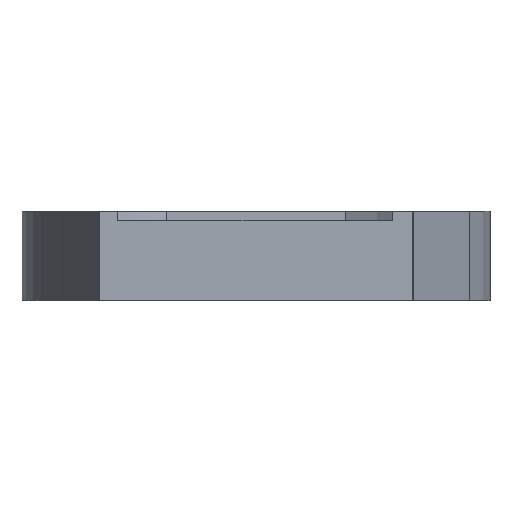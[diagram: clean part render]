
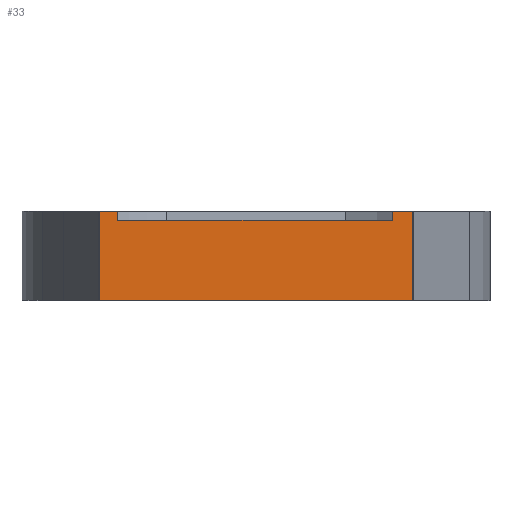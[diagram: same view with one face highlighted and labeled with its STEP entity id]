
A CAD part, top view. The second image highlights one B-rep face of the part: STEP entity #33.
In plain terms, the highlighted free-form (B-spline) face has degree [2, 1] with [3, 2] control points.
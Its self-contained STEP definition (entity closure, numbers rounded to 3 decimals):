
#33=ADVANCED_FACE('',(#85),#865,.T.);
#85=FACE_OUTER_BOUND('',#137,.T.);
#137=EDGE_LOOP('',(#204,#205,#206,#207,#208,#209,#210,#211));
#204=ORIENTED_EDGE('',*,*,#542,.T.);
#205=ORIENTED_EDGE('',*,*,#541,.F.);
#206=ORIENTED_EDGE('',*,*,#488,.F.);
#207=ORIENTED_EDGE('',*,*,#484,.F.);
#208=ORIENTED_EDGE('',*,*,#486,.T.);
#209=ORIENTED_EDGE('',*,*,#487,.T.);
#210=ORIENTED_EDGE('',*,*,#605,.F.);
#211=ORIENTED_EDGE('',*,*,#539,.T.);
#484=EDGE_CURVE('',#766,#767,#626,.T.);
#486=EDGE_CURVE('',#766,#768,#628,.T.);
#487=EDGE_CURVE('',#768,#769,#629,.T.);
#488=EDGE_CURVE('',#767,#838,#630,.T.);
#539=EDGE_CURVE('',#836,#837,#681,.T.);
#541=EDGE_CURVE('',#838,#839,#683,.T.);
#542=EDGE_CURVE('',#837,#839,#684,.T.);
#605=EDGE_CURVE('',#836,#769,#747,.T.);
#626=(
BOUNDED_CURVE()
B_SPLINE_CURVE(1,(#1427,#1428),.UNSPECIFIED.,.F.,.F.)
B_SPLINE_CURVE_WITH_KNOTS((2,2),(0.,6.89),.UNSPECIFIED.)
CURVE()
GEOMETRIC_REPRESENTATION_ITEM()
RATIONAL_B_SPLINE_CURVE((1.,1.))
REPRESENTATION_ITEM('')
);
#628=(
BOUNDED_CURVE()
B_SPLINE_CURVE(2,(#1432,#1433,#1434),.UNSPECIFIED.,.F.,.F.)
B_SPLINE_CURVE_WITH_KNOTS((3,3),(-122.026,-97.739),
 .UNSPECIFIED.)
CURVE()
GEOMETRIC_REPRESENTATION_ITEM()
RATIONAL_B_SPLINE_CURVE((1.,1.,1.))
REPRESENTATION_ITEM('')
);
#629=(
BOUNDED_CURVE()
B_SPLINE_CURVE(1,(#1435,#1436),.UNSPECIFIED.,.F.,.F.)
B_SPLINE_CURVE_WITH_KNOTS((2,2),(0.,6.89),.UNSPECIFIED.)
CURVE()
GEOMETRIC_REPRESENTATION_ITEM()
RATIONAL_B_SPLINE_CURVE((1.,1.))
REPRESENTATION_ITEM('')
);
#630=(
BOUNDED_CURVE()
B_SPLINE_CURVE(2,(#1437,#1438,#1439),.UNSPECIFIED.,.F.,.F.)
B_SPLINE_CURVE_WITH_KNOTS((3,3),(-122.026,-120.587),
 .UNSPECIFIED.)
CURVE()
GEOMETRIC_REPRESENTATION_ITEM()
RATIONAL_B_SPLINE_CURVE((1.,1.,1.))
REPRESENTATION_ITEM('')
);
#681=(
BOUNDED_CURVE()
B_SPLINE_CURVE(1,(#1590,#1591),.UNSPECIFIED.,.F.,.F.)
B_SPLINE_CURVE_WITH_KNOTS((2,2),(0.,0.7),.UNSPECIFIED.)
CURVE()
GEOMETRIC_REPRESENTATION_ITEM()
RATIONAL_B_SPLINE_CURVE((1.,1.))
REPRESENTATION_ITEM('')
);
#683=(
BOUNDED_CURVE()
B_SPLINE_CURVE(1,(#1595,#1596),.UNSPECIFIED.,.F.,.F.)
B_SPLINE_CURVE_WITH_KNOTS((2,2),(0.,0.7),.UNSPECIFIED.)
CURVE()
GEOMETRIC_REPRESENTATION_ITEM()
RATIONAL_B_SPLINE_CURVE((1.,1.))
REPRESENTATION_ITEM('')
);
#684=(
BOUNDED_CURVE()
B_SPLINE_CURVE(2,(#1597,#1598,#1599),.UNSPECIFIED.,.F.,.F.)
B_SPLINE_CURVE_WITH_KNOTS((3,3),(-48.518,-27.258),
 .UNSPECIFIED.)
CURVE()
GEOMETRIC_REPRESENTATION_ITEM()
RATIONAL_B_SPLINE_CURVE((1.,1.,1.))
REPRESENTATION_ITEM('')
);
#747=(
BOUNDED_CURVE()
B_SPLINE_CURVE(2,(#1819,#1820,#1821),.UNSPECIFIED.,.F.,.F.)
B_SPLINE_CURVE_WITH_KNOTS((3,3),(-99.327,-97.739),
 .UNSPECIFIED.)
CURVE()
GEOMETRIC_REPRESENTATION_ITEM()
RATIONAL_B_SPLINE_CURVE((1.,1.,1.))
REPRESENTATION_ITEM('')
);
#766=VERTEX_POINT('',#1314);
#767=VERTEX_POINT('',#1315);
#768=VERTEX_POINT('',#1316);
#769=VERTEX_POINT('',#1317);
#836=VERTEX_POINT('',#1384);
#837=VERTEX_POINT('',#1385);
#838=VERTEX_POINT('',#1386);
#839=VERTEX_POINT('',#1387);
#865=(
BOUNDED_SURFACE()
B_SPLINE_SURFACE(2,1,((#970,#971),(#972,#973),(#974,#975)),
 .UNSPECIFIED.,.F.,.F.,.F.)
B_SPLINE_SURFACE_WITH_KNOTS((3,3),(2,2),(-122.026,-97.739),
(0.,6.89),.UNSPECIFIED.)
GEOMETRIC_REPRESENTATION_ITEM()
RATIONAL_B_SPLINE_SURFACE(((1.,1.),(1.,1.),(1.,1.)))
REPRESENTATION_ITEM('')
SURFACE()
);
#970=CARTESIAN_POINT('',(-12.143,0.,16.745));
#971=CARTESIAN_POINT('',(-12.143,6.89,16.745));
#972=CARTESIAN_POINT('',(0.,0.,16.745));
#973=CARTESIAN_POINT('',(0.,6.89,16.745));
#974=CARTESIAN_POINT('',(12.143,0.,16.745));
#975=CARTESIAN_POINT('',(12.143,6.89,16.745));
#1314=CARTESIAN_POINT('',(-12.143,0.,16.745));
#1315=CARTESIAN_POINT('',(-12.143,6.89,16.745));
#1316=CARTESIAN_POINT('',(12.143,0.,16.745));
#1317=CARTESIAN_POINT('',(12.143,6.89,16.745));
#1384=CARTESIAN_POINT('',(10.555,6.89,16.745));
#1385=CARTESIAN_POINT('',(10.555,6.19,16.745));
#1386=CARTESIAN_POINT('',(-10.705,6.89,16.745));
#1387=CARTESIAN_POINT('',(-10.705,6.19,16.745));
#1427=CARTESIAN_POINT('',(-12.143,0.,16.745));
#1428=CARTESIAN_POINT('',(-12.143,6.89,16.745));
#1432=CARTESIAN_POINT('',(-12.143,0.,16.745));
#1433=CARTESIAN_POINT('',(0.,0.,16.745));
#1434=CARTESIAN_POINT('',(12.143,0.,16.745));
#1435=CARTESIAN_POINT('',(12.143,0.,16.745));
#1436=CARTESIAN_POINT('',(12.143,6.89,16.745));
#1437=CARTESIAN_POINT('',(-12.143,6.89,16.745));
#1438=CARTESIAN_POINT('',(-11.424,6.89,16.745));
#1439=CARTESIAN_POINT('',(-10.705,6.89,16.745));
#1590=CARTESIAN_POINT('',(10.555,6.89,16.745));
#1591=CARTESIAN_POINT('',(10.555,6.19,16.745));
#1595=CARTESIAN_POINT('',(-10.705,6.89,16.745));
#1596=CARTESIAN_POINT('',(-10.705,6.19,16.745));
#1597=CARTESIAN_POINT('',(10.555,6.19,16.745));
#1598=CARTESIAN_POINT('',(-0.075,6.19,16.745));
#1599=CARTESIAN_POINT('',(-10.705,6.19,16.745));
#1819=CARTESIAN_POINT('',(10.555,6.89,16.745));
#1820=CARTESIAN_POINT('',(11.349,6.89,16.745));
#1821=CARTESIAN_POINT('',(12.143,6.89,16.745));
